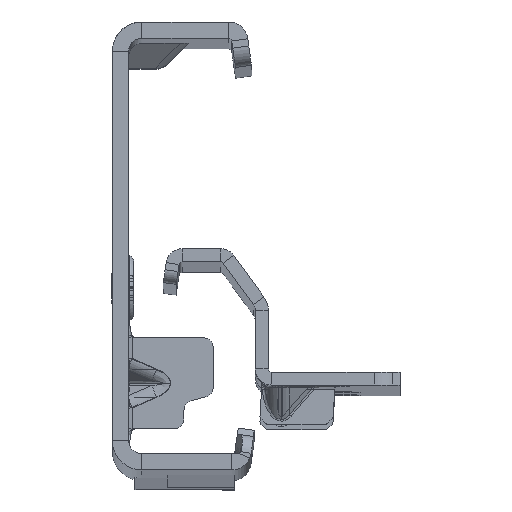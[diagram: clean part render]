
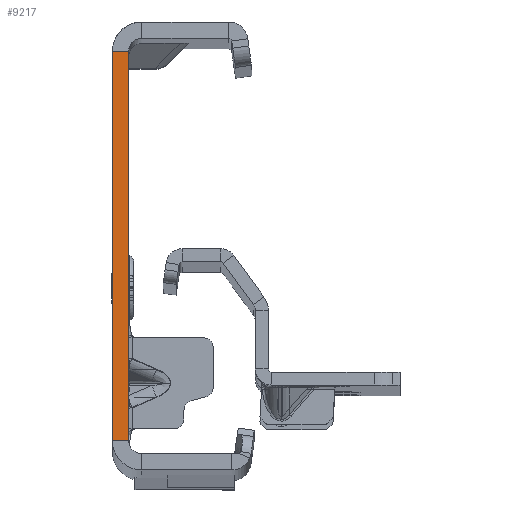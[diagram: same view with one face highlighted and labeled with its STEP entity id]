
A CAD part, top view. The second image highlights one B-rep face of the part: STEP entity #9217.
In plain terms, the highlighted planar face has unit normal (0, 0, 1).
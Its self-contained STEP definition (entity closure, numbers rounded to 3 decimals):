
#237 = EDGE_CURVE ( 'NONE', #7043, #6166, #20148, .T. ) ;
#318 = ORIENTED_EDGE ( 'NONE', *, *, #21724, .F. ) ;
#800 = CARTESIAN_POINT ( 'NONE',  ( -2.5, 30., 0. ) ) ;
#1201 = DIRECTION ( 'NONE',  ( 0., -1., 0. ) ) ;
#1852 = CARTESIAN_POINT ( 'NONE',  ( 0., 30., 0. ) ) ;
#2403 = CARTESIAN_POINT ( 'NONE',  ( 0., -30., 0. ) ) ;
#2714 = ORIENTED_EDGE ( 'NONE', *, *, #7341, .T. ) ;
#3043 = VECTOR ( 'NONE', #7676, 1000. ) ;
#3359 = LINE ( 'NONE', #14712, #24888 ) ;
#3534 = DIRECTION ( 'NONE',  ( 0., -1., 0. ) ) ;
#4419 = DIRECTION ( 'NONE',  ( -1., 0., 0. ) ) ;
#5471 = DIRECTION ( 'NONE',  ( 0., 0., 1. ) ) ;
#5491 = VERTEX_POINT ( 'NONE', #800 ) ;
#6166 = VERTEX_POINT ( 'NONE', #8578 ) ;
#6729 = VERTEX_POINT ( 'NONE', #23097 ) ;
#7043 = VERTEX_POINT ( 'NONE', #2403 ) ;
#7216 = LINE ( 'NONE', #9228, #21059 ) ;
#7341 = EDGE_CURVE ( 'NONE', #5491, #6166, #7216, .T. ) ;
#7676 = DIRECTION ( 'NONE',  ( -1., 0., 0. ) ) ;
#8578 = CARTESIAN_POINT ( 'NONE',  ( -2.5, -30., 0. ) ) ;
#9217 = ADVANCED_FACE ( 'NONE', ( #16912 ), #15033, .T. ) ;
#9228 = CARTESIAN_POINT ( 'NONE',  ( -2.5, -32., 0. ) ) ;
#10943 = EDGE_CURVE ( 'NONE', #6729, #5491, #24662, .T. ) ;
#11255 = DIRECTION ( 'NONE',  ( 1., 0., 0. ) ) ;
#14712 = CARTESIAN_POINT ( 'NONE',  ( 0., -32., 0. ) ) ;
#15033 = PLANE ( 'NONE',  #20694 ) ;
#16587 = EDGE_LOOP ( 'NONE', ( #318, #17184, #2714, #18283 ) ) ;
#16912 = FACE_OUTER_BOUND ( 'NONE', #16587, .T. ) ;
#17184 = ORIENTED_EDGE ( 'NONE', *, *, #10943, .T. ) ;
#18127 = CARTESIAN_POINT ( 'NONE',  ( 0., -30., 0. ) ) ;
#18283 = ORIENTED_EDGE ( 'NONE', *, *, #237, .F. ) ;
#20148 = LINE ( 'NONE', #18127, #20593 ) ;
#20593 = VECTOR ( 'NONE', #4419, 1000. ) ;
#20694 = AXIS2_PLACEMENT_3D ( 'NONE', #22694, #5471, #11255 ) ;
#21059 = VECTOR ( 'NONE', #3534, 1000. ) ;
#21724 = EDGE_CURVE ( 'NONE', #6729, #7043, #3359, .T. ) ;
#22694 = CARTESIAN_POINT ( 'NONE',  ( -2.5, -32., 0. ) ) ;
#23097 = CARTESIAN_POINT ( 'NONE',  ( 0., 30., 0. ) ) ;
#24662 = LINE ( 'NONE', #1852, #3043 ) ;
#24888 = VECTOR ( 'NONE', #1201, 1000. ) ;
